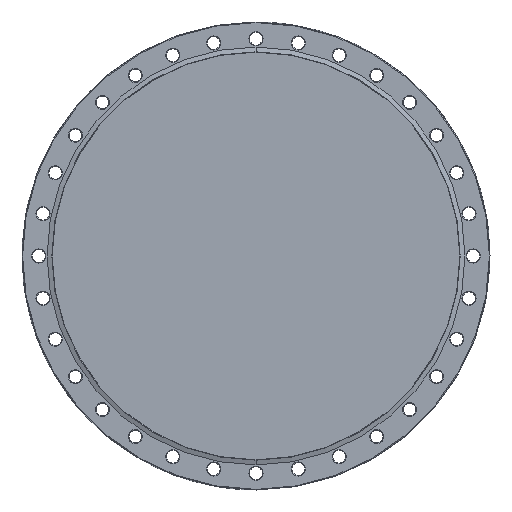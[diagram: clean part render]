
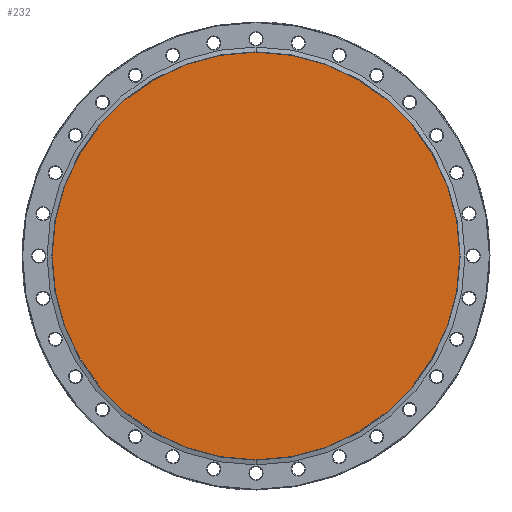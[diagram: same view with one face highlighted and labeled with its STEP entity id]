
A CAD part, front view. The second image highlights one B-rep face of the part: STEP entity #232.
In plain terms, the highlighted planar face has unit normal (0, -1, 0).
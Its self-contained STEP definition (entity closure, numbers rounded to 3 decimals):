
#32 = ORIENTED_EDGE ( 'NONE', *, *, #626, .T. ) ;
#232 = ADVANCED_FACE ( 'NONE', ( #3251 ), #6371, .F. ) ;
#626 = EDGE_CURVE ( 'NONE', #901, #5396, #6414, .T. ) ;
#683 = ORIENTED_EDGE ( 'NONE', *, *, #1091, .T. ) ;
#901 = VERTEX_POINT ( 'NONE', #6251 ) ;
#1091 = EDGE_CURVE ( 'NONE', #5396, #901, #2258, .T. ) ;
#2258 = CIRCLE ( 'NONE', #5454, 133.263 ) ;
#2495 = CARTESIAN_POINT ( 'NONE',  ( 0., 1.3, 0. ) ) ;
#2985 = DIRECTION ( 'NONE',  ( 0., 0., -1. ) ) ;
#3251 = FACE_OUTER_BOUND ( 'NONE', #4328, .T. ) ;
#3285 = CARTESIAN_POINT ( 'NONE',  ( 0., 1.3, 0. ) ) ;
#3730 = AXIS2_PLACEMENT_3D ( 'NONE', #3285, #3769, #4269 ) ;
#3769 = DIRECTION ( 'NONE',  ( 0., -1., 0. ) ) ;
#4229 = CARTESIAN_POINT ( 'NONE',  ( 0., 1.3, -133.263 ) ) ;
#4269 = DIRECTION ( 'NONE',  ( 0., 0., -1. ) ) ;
#4328 = EDGE_LOOP ( 'NONE', ( #683, #32 ) ) ;
#4757 = CARTESIAN_POINT ( 'NONE',  ( -133.263, 1.3, 0. ) ) ;
#5396 = VERTEX_POINT ( 'NONE', #4229 ) ;
#5454 = AXIS2_PLACEMENT_3D ( 'NONE', #2495, #5806, #2985 ) ;
#5692 = AXIS2_PLACEMENT_3D ( 'NONE', #4757, #6302, #6147 ) ;
#5806 = DIRECTION ( 'NONE',  ( 0., -1., 0. ) ) ;
#6147 = DIRECTION ( 'NONE',  ( 0., 0., 1. ) ) ;
#6251 = CARTESIAN_POINT ( 'NONE',  ( 0., 1.3, 133.263 ) ) ;
#6302 = DIRECTION ( 'NONE',  ( 0., 1., 0. ) ) ;
#6371 = PLANE ( 'NONE',  #5692 ) ;
#6414 = CIRCLE ( 'NONE', #3730, 133.263 ) ;
